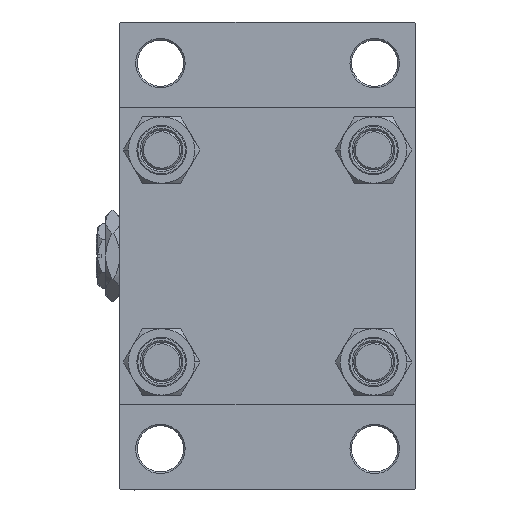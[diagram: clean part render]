
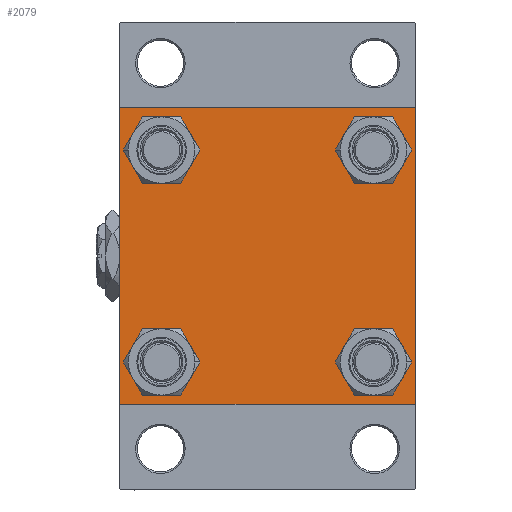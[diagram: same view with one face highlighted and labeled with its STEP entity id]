
A CAD part, left-side view. The second image highlights one B-rep face of the part: STEP entity #2079.
In plain terms, the highlighted planar face has unit normal (-1, 0, 0).
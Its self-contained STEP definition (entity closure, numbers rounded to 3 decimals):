
#107 = DIRECTION ( 'NONE',  ( 0., 0., 1. ) ) ;
#614 = ORIENTED_EDGE ( 'NONE', *, *, #25029, .T. ) ;
#1140 = CARTESIAN_POINT ( 'NONE',  ( 0., -44.75, -44.75 ) ) ;
#1171 = DIRECTION ( 'NONE',  ( 0., 0.707, 0.707 ) ) ;
#1652 = ORIENTED_EDGE ( 'NONE', *, *, #30703, .T. ) ;
#2079 = ADVANCED_FACE ( 'NONE', ( #3040, #10588, #41546, #22172, #37510 ), #41300, .T. ) ;
#2407 = EDGE_CURVE ( 'NONE', #2952, #43162, #42474, .T. ) ;
#2579 = VECTOR ( 'NONE', #1171, 1000. ) ;
#2952 = VERTEX_POINT ( 'NONE', #22429 ) ;
#3040 = FACE_BOUND ( 'NONE', #49198, .T. ) ;
#3386 = DIRECTION ( 'NONE',  ( 0., 0., 1. ) ) ;
#3838 = CARTESIAN_POINT ( 'NONE',  ( 0., -32.15, 32.15 ) ) ;
#3959 = DIRECTION ( 'NONE',  ( 0., -1., 0. ) ) ;
#4026 = VERTEX_POINT ( 'NONE', #29692 ) ;
#4131 = DIRECTION ( 'NONE',  ( 1., 0., 0. ) ) ;
#4701 = VERTEX_POINT ( 'NONE', #10454 ) ;
#5227 = VECTOR ( 'NONE', #14959, 1000. ) ;
#5288 = LINE ( 'NONE', #31727, #36497 ) ;
#5991 = LINE ( 'NONE', #48275, #26350 ) ;
#7130 = ORIENTED_EDGE ( 'NONE', *, *, #27020, .F. ) ;
#7162 = CARTESIAN_POINT ( 'NONE',  ( 0., -45., 45. ) ) ;
#7384 = DIRECTION ( 'NONE',  ( 0., 0., 1. ) ) ;
#7639 = CIRCLE ( 'NONE', #43815, 6.5 ) ;
#7665 = DIRECTION ( 'NONE',  ( 1., 0., 0. ) ) ;
#7678 = CARTESIAN_POINT ( 'NONE',  ( 0., -32.15, 32.15 ) ) ;
#7726 = ORIENTED_EDGE ( 'NONE', *, *, #44296, .T. ) ;
#7904 = CARTESIAN_POINT ( 'NONE',  ( 0., -32.15, -32.15 ) ) ;
#8239 = ORIENTED_EDGE ( 'NONE', *, *, #18727, .F. ) ;
#8878 = VERTEX_POINT ( 'NONE', #10378 ) ;
#9758 = DIRECTION ( 'NONE',  ( 0., 0., 1. ) ) ;
#9811 = LINE ( 'NONE', #21622, #45631 ) ;
#10378 = CARTESIAN_POINT ( 'NONE',  ( 0., -32.15, -38.65 ) ) ;
#10454 = CARTESIAN_POINT ( 'NONE',  ( 0., 45., -44.5 ) ) ;
#10588 = FACE_BOUND ( 'NONE', #42007, .T. ) ;
#10646 = DIRECTION ( 'NONE',  ( 0., 0., 1. ) ) ;
#11772 = CARTESIAN_POINT ( 'NONE',  ( 0., 45., -45. ) ) ;
#11941 = DIRECTION ( 'NONE',  ( 1., 0., 0. ) ) ;
#13230 = VERTEX_POINT ( 'NONE', #37818 ) ;
#13770 = EDGE_CURVE ( 'NONE', #14925, #13230, #21934, .T. ) ;
#13807 = DIRECTION ( 'NONE',  ( 0., -0.707, -0.707 ) ) ;
#13997 = DIRECTION ( 'NONE',  ( 0., 0., 1. ) ) ;
#14925 = VERTEX_POINT ( 'NONE', #36658 ) ;
#14959 = DIRECTION ( 'NONE',  ( 0., 0., -1. ) ) ;
#15270 = CIRCLE ( 'NONE', #17707, 6.5 ) ;
#15569 = EDGE_LOOP ( 'NONE', ( #21812, #7726 ) ) ;
#16077 = VERTEX_POINT ( 'NONE', #17002 ) ;
#16238 = ORIENTED_EDGE ( 'NONE', *, *, #48290, .T. ) ;
#16333 = CARTESIAN_POINT ( 'NONE',  ( 0., -32.15, -25.65 ) ) ;
#16392 = CARTESIAN_POINT ( 'NONE',  ( 0., -32.15, 38.65 ) ) ;
#16597 = VERTEX_POINT ( 'NONE', #16333 ) ;
#16632 = DIRECTION ( 'NONE',  ( 0., 0.707, -0.707 ) ) ;
#16666 = ORIENTED_EDGE ( 'NONE', *, *, #32559, .T. ) ;
#17002 = CARTESIAN_POINT ( 'NONE',  ( 0., 45., 44.5 ) ) ;
#17269 = CARTESIAN_POINT ( 'NONE',  ( 0., -45., -44.5 ) ) ;
#17707 = AXIS2_PLACEMENT_3D ( 'NONE', #18746, #11941, #3386 ) ;
#18148 = CARTESIAN_POINT ( 'NONE',  ( 0., 0., 0. ) ) ;
#18325 = VERTEX_POINT ( 'NONE', #23308 ) ;
#18393 = DIRECTION ( 'NONE',  ( 0., 0., 1. ) ) ;
#18565 = ORIENTED_EDGE ( 'NONE', *, *, #13770, .T. ) ;
#18660 = CARTESIAN_POINT ( 'NONE',  ( 0., 32.15, -38.65 ) ) ;
#18692 = CARTESIAN_POINT ( 'NONE',  ( 0., 32.15, 32.15 ) ) ;
#18727 = EDGE_CURVE ( 'NONE', #39345, #35330, #41640, .T. ) ;
#18746 = CARTESIAN_POINT ( 'NONE',  ( 0., 32.15, -32.15 ) ) ;
#18851 = EDGE_CURVE ( 'NONE', #8878, #16597, #7639, .T. ) ;
#19398 = CIRCLE ( 'NONE', #41919, 6.5 ) ;
#21317 = CARTESIAN_POINT ( 'NONE',  ( 0., -32.15, -32.15 ) ) ;
#21426 = VERTEX_POINT ( 'NONE', #16392 ) ;
#21622 = CARTESIAN_POINT ( 'NONE',  ( 0., 45., 45. ) ) ;
#21812 = ORIENTED_EDGE ( 'NONE', *, *, #35599, .T. ) ;
#21934 = CIRCLE ( 'NONE', #29932, 6.5 ) ;
#22172 = FACE_BOUND ( 'NONE', #25414, .T. ) ;
#22429 = CARTESIAN_POINT ( 'NONE',  ( 0., 44.5, -45. ) ) ;
#22727 = DIRECTION ( 'NONE',  ( 1., 0., 0. ) ) ;
#23295 = CARTESIAN_POINT ( 'NONE',  ( 0., -32.15, 25.65 ) ) ;
#23308 = CARTESIAN_POINT ( 'NONE',  ( 0., 32.15, -25.65 ) ) ;
#24109 = DIRECTION ( 'NONE',  ( 1., 0., 0. ) ) ;
#24135 = CIRCLE ( 'NONE', #36216, 6.5 ) ;
#25029 = EDGE_CURVE ( 'NONE', #13230, #14925, #37745, .T. ) ;
#25414 = EDGE_LOOP ( 'NONE', ( #614, #18565 ) ) ;
#26350 = VECTOR ( 'NONE', #13807, 1000. ) ;
#26450 = AXIS2_PLACEMENT_3D ( 'NONE', #18148, #33993, #18393 ) ;
#27020 = EDGE_CURVE ( 'NONE', #30202, #4026, #35548, .T. ) ;
#28636 = ORIENTED_EDGE ( 'NONE', *, *, #33886, .T. ) ;
#28874 = CARTESIAN_POINT ( 'NONE',  ( 0., 32.15, -32.15 ) ) ;
#29091 = DIRECTION ( 'NONE',  ( 1., 0., 0. ) ) ;
#29657 = VECTOR ( 'NONE', #3959, 1000. ) ;
#29692 = CARTESIAN_POINT ( 'NONE',  ( 0., -44.5, 45. ) ) ;
#29761 = DIRECTION ( 'NONE',  ( 1., 0., 0. ) ) ;
#29932 = AXIS2_PLACEMENT_3D ( 'NONE', #39699, #29091, #13997 ) ;
#30202 = VERTEX_POINT ( 'NONE', #47692 ) ;
#30703 = EDGE_CURVE ( 'NONE', #16077, #4701, #9811, .T. ) ;
#31094 = CARTESIAN_POINT ( 'NONE',  ( 0., -45., 44.5 ) ) ;
#31727 = CARTESIAN_POINT ( 'NONE',  ( 0., 44.75, 44.75 ) ) ;
#31972 = EDGE_CURVE ( 'NONE', #4701, #2952, #5991, .T. ) ;
#32200 = EDGE_LOOP ( 'NONE', ( #1652, #46518, #39392, #16666, #8239, #49238, #7130, #16238 ) ) ;
#32559 = EDGE_CURVE ( 'NONE', #43162, #35330, #43158, .T. ) ;
#33643 = ORIENTED_EDGE ( 'NONE', *, *, #18851, .T. ) ;
#33886 = EDGE_CURVE ( 'NONE', #21426, #42728, #39309, .T. ) ;
#33993 = DIRECTION ( 'NONE',  ( -1., 0., 0. ) ) ;
#35330 = VERTEX_POINT ( 'NONE', #17269 ) ;
#35390 = LINE ( 'NONE', #35643, #2579 ) ;
#35548 = LINE ( 'NONE', #39326, #42432 ) ;
#35599 = EDGE_CURVE ( 'NONE', #18325, #42140, #15270, .T. ) ;
#35643 = CARTESIAN_POINT ( 'NONE',  ( 0., -44.75, 44.75 ) ) ;
#35801 = DIRECTION ( 'NONE',  ( 0., -1., 0. ) ) ;
#36216 = AXIS2_PLACEMENT_3D ( 'NONE', #7678, #4131, #36342 ) ;
#36342 = DIRECTION ( 'NONE',  ( 0., 0., 1. ) ) ;
#36427 = DIRECTION ( 'NONE',  ( 1., 0., 0. ) ) ;
#36497 = VECTOR ( 'NONE', #16632, 1000. ) ;
#36526 = EDGE_CURVE ( 'NONE', #42728, #21426, #24135, .T. ) ;
#36658 = CARTESIAN_POINT ( 'NONE',  ( 0., 32.15, 25.65 ) ) ;
#36970 = DIRECTION ( 'NONE',  ( 0., 0., -1. ) ) ;
#37510 = FACE_OUTER_BOUND ( 'NONE', #32200, .T. ) ;
#37676 = VECTOR ( 'NONE', #39629, 1000. ) ;
#37745 = CIRCLE ( 'NONE', #38527, 6.5 ) ;
#37818 = CARTESIAN_POINT ( 'NONE',  ( 0., 32.15, 38.65 ) ) ;
#38527 = AXIS2_PLACEMENT_3D ( 'NONE', #18692, #29761, #10646 ) ;
#39061 = EDGE_CURVE ( 'NONE', #16597, #8878, #19398, .T. ) ;
#39309 = CIRCLE ( 'NONE', #49741, 6.5 ) ;
#39326 = CARTESIAN_POINT ( 'NONE',  ( 0., 45., 45. ) ) ;
#39345 = VERTEX_POINT ( 'NONE', #31094 ) ;
#39392 = ORIENTED_EDGE ( 'NONE', *, *, #2407, .T. ) ;
#39629 = DIRECTION ( 'NONE',  ( 0., -0.707, 0.707 ) ) ;
#39699 = CARTESIAN_POINT ( 'NONE',  ( 0., 32.15, 32.15 ) ) ;
#41032 = ORIENTED_EDGE ( 'NONE', *, *, #39061, .T. ) ;
#41300 = PLANE ( 'NONE',  #26450 ) ;
#41546 = FACE_BOUND ( 'NONE', #15569, .T. ) ;
#41640 = LINE ( 'NONE', #7162, #5227 ) ;
#41919 = AXIS2_PLACEMENT_3D ( 'NONE', #21317, #36427, #47506 ) ;
#42007 = EDGE_LOOP ( 'NONE', ( #41032, #33643 ) ) ;
#42140 = VERTEX_POINT ( 'NONE', #18660 ) ;
#42432 = VECTOR ( 'NONE', #35801, 1000. ) ;
#42474 = LINE ( 'NONE', #11772, #29657 ) ;
#42728 = VERTEX_POINT ( 'NONE', #23295 ) ;
#42804 = CARTESIAN_POINT ( 'NONE',  ( 0., -44.5, -45. ) ) ;
#43158 = LINE ( 'NONE', #1140, #37676 ) ;
#43162 = VERTEX_POINT ( 'NONE', #42804 ) ;
#43815 = AXIS2_PLACEMENT_3D ( 'NONE', #7904, #7665, #107 ) ;
#44296 = EDGE_CURVE ( 'NONE', #42140, #18325, #45975, .T. ) ;
#44400 = AXIS2_PLACEMENT_3D ( 'NONE', #28874, #24109, #9758 ) ;
#44515 = EDGE_CURVE ( 'NONE', #39345, #4026, #35390, .T. ) ;
#45631 = VECTOR ( 'NONE', #36970, 1000. ) ;
#45975 = CIRCLE ( 'NONE', #44400, 6.5 ) ;
#46518 = ORIENTED_EDGE ( 'NONE', *, *, #31972, .T. ) ;
#47224 = ORIENTED_EDGE ( 'NONE', *, *, #36526, .T. ) ;
#47506 = DIRECTION ( 'NONE',  ( 0., 0., 1. ) ) ;
#47692 = CARTESIAN_POINT ( 'NONE',  ( 0., 44.5, 45. ) ) ;
#48275 = CARTESIAN_POINT ( 'NONE',  ( 0., 44.75, -44.75 ) ) ;
#48290 = EDGE_CURVE ( 'NONE', #30202, #16077, #5288, .T. ) ;
#49198 = EDGE_LOOP ( 'NONE', ( #28636, #47224 ) ) ;
#49238 = ORIENTED_EDGE ( 'NONE', *, *, #44515, .T. ) ;
#49741 = AXIS2_PLACEMENT_3D ( 'NONE', #3838, #22727, #7384 ) ;
